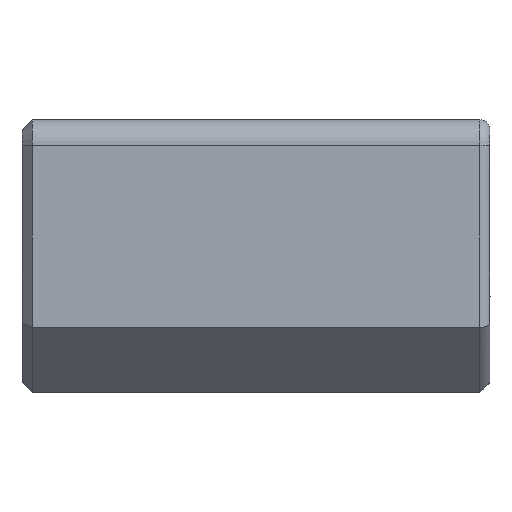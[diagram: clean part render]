
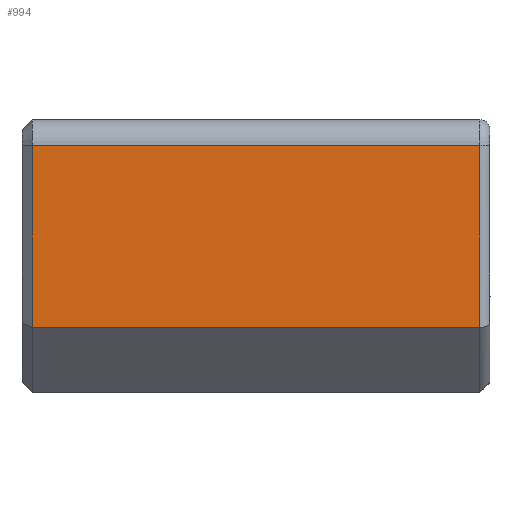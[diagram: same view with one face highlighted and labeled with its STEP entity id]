
A CAD part, left-side view. The second image highlights one B-rep face of the part: STEP entity #994.
In plain terms, the highlighted planar face has unit normal (-1, 0, 0).
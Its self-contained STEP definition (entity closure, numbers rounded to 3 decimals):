
#86=PLANE('',#1080);
#119=FACE_OUTER_BOUND('',#182,.T.);
#182=EDGE_LOOP('',(#744,#745,#746,#747));
#243=LINE('',#1488,#326);
#260=LINE('',#1527,#343);
#261=LINE('',#1531,#344);
#262=LINE('',#1532,#345);
#326=VECTOR('',#1198,10.);
#343=VECTOR('',#1237,10.);
#344=VECTOR('',#1242,10.);
#345=VECTOR('',#1243,10.);
#452=VERTEX_POINT('',#1486);
#453=VERTEX_POINT('',#1487);
#464=VERTEX_POINT('',#1526);
#465=VERTEX_POINT('',#1530);
#548=EDGE_CURVE('',#452,#453,#243,.T.);
#568=EDGE_CURVE('',#464,#453,#260,.T.);
#570=EDGE_CURVE('',#465,#452,#261,.T.);
#571=EDGE_CURVE('',#465,#464,#262,.T.);
#744=ORIENTED_EDGE('',*,*,#548,.F.);
#745=ORIENTED_EDGE('',*,*,#570,.F.);
#746=ORIENTED_EDGE('',*,*,#571,.T.);
#747=ORIENTED_EDGE('',*,*,#568,.T.);
#994=ADVANCED_FACE('',(#119),#86,.F.);
#1080=AXIS2_PLACEMENT_3D('',#1529,#1240,#1241);
#1198=DIRECTION('',(0.,0.,1.));
#1237=DIRECTION('',(0.,1.,0.));
#1240=DIRECTION('center_axis',(1.,0.,0.));
#1241=DIRECTION('ref_axis',(0.,0.,1.));
#1242=DIRECTION('',(0.,1.,0.));
#1243=DIRECTION('',(0.,0.,1.));
#1486=CARTESIAN_POINT('',(-104.394,48.892,2.886));
#1487=CARTESIAN_POINT('',(-104.394,48.892,9.886));
#1488=CARTESIAN_POINT('',(-104.394,48.892,3.011));
#1526=CARTESIAN_POINT('',(-104.394,31.692,9.886));
#1527=CARTESIAN_POINT('',(-104.394,50.292,9.886));
#1529=CARTESIAN_POINT('Origin',(-104.394,50.292,0.386));
#1530=CARTESIAN_POINT('',(-104.394,31.692,2.886));
#1531=CARTESIAN_POINT('',(-104.394,48.292,2.886));
#1532=CARTESIAN_POINT('',(-104.394,31.692,3.011));
